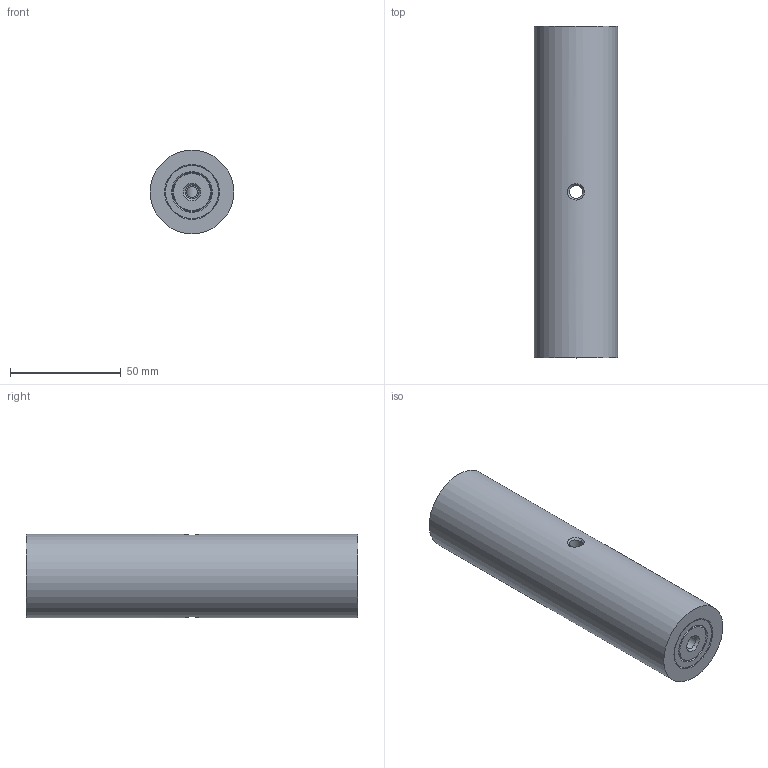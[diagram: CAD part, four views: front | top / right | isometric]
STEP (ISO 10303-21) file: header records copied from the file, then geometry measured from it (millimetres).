
FILE_DESCRIPTION(/* description */ ('STEP AP214'),/* implementation_level */ '2;1');
FILE_NAME(/* name */ 'arm_p150m_ext.stp',/* time_stamp */ '2022-12-09T17:46:26+01:00',/* author */ ('Rik Ubaghs'),/* organization */ (''),/* preprocessor_version */ 'ST-DEVELOPER v18.1',/* originating_system */ 'Autodesk Inventor 2021',/* authorisation */ '');
FILE_SCHEMA (('AUTOMOTIVE_DESIGN { 1 0 10303 214 3 1 1 }'));
Length unit declared in the file: millimetre
Products named in the file (1): P150_M-Step
Bounding box: 37.74 x 150 x 37.74 mm (x, y, z)
Volume: 165801.4 mm3; surface area: 21147.6 mm2
Topology: 1 solids, 1 shells, 28 faces, 77 edges, 56 vertices
Faces by surface type: cone 10, plane 8, cylinder 6, bspline 4
Full cylindrical faces by diameter (mm): 5 x2, 5.969 x1, 6 x2, 37.744 x1
Entity records: 2197 total; most frequent: CARTESIAN_POINT 1391, DIRECTION 157, ORIENTED_EDGE 150, EDGE_CURVE 75, AXIS2_PLACEMENT_3D 68, VERTEX_POINT 56, CIRCLE 43, EDGE_LOOP 37
